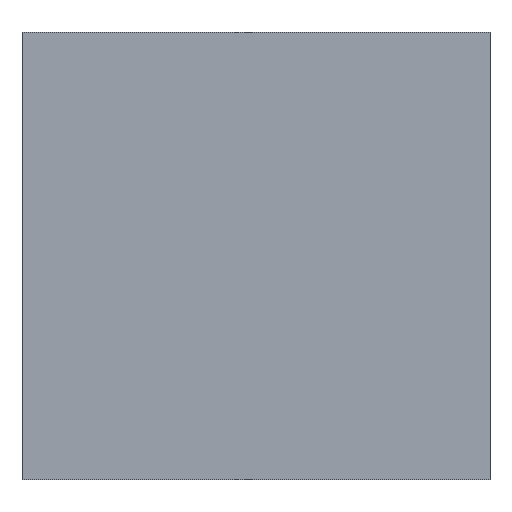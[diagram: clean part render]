
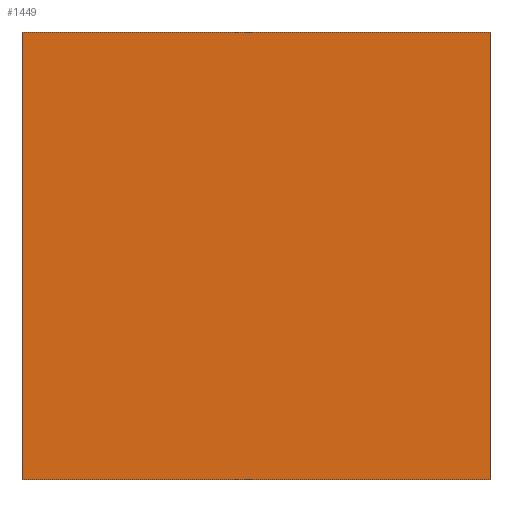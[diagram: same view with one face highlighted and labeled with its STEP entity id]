
A CAD part, top view. The second image highlights one B-rep face of the part: STEP entity #1449.
In plain terms, the highlighted planar face has unit normal (0, 0, 1).
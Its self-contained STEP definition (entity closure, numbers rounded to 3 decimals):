
#275=FACE_OUTER_BOUND($,#401,.T.);
#401=EDGE_LOOP($,(#1138,#1139,#1140,#1141));
#616=LINE($,#2369,#700);
#619=LINE($,#2375,#703);
#622=LINE($,#2381,#706);
#625=LINE($,#2385,#709);
#700=VECTOR($,#1861,2.79);
#703=VECTOR($,#1866,2.92);
#706=VECTOR($,#1871,2.79);
#709=VECTOR($,#1876,2.92);
#772=VERTEX_POINT($,#2366);
#773=VERTEX_POINT($,#2368);
#775=VERTEX_POINT($,#2374);
#777=VERTEX_POINT($,#2380);
#920=EDGE_CURVE($,#773,#772,#616,.T.);
#923=EDGE_CURVE($,#775,#773,#619,.T.);
#926=EDGE_CURVE($,#777,#775,#622,.T.);
#929=EDGE_CURVE($,#772,#777,#625,.T.);
#1138=ORIENTED_EDGE($,*,*,#929,.T.);
#1139=ORIENTED_EDGE($,*,*,#926,.T.);
#1140=ORIENTED_EDGE($,*,*,#923,.T.);
#1141=ORIENTED_EDGE($,*,*,#920,.T.);
#1395=PLANE($,#1602);
#1449=ADVANCED_FACE($,(#275),#1395,.T.);
#1602=AXIS2_PLACEMENT_3D($,#2387,#1879,#1880);
#1861=DIRECTION($,(0.,1.,0.));
#1866=DIRECTION($,(1.,0.,0.));
#1871=DIRECTION($,(0.,-1.,0.));
#1876=DIRECTION($,(-1.,0.,0.));
#1879=DIRECTION('center_axis',(0.,0.,1.));
#1880=DIRECTION('ref_axis',(1.,0.,0.));
#2366=CARTESIAN_POINT('',(1.458,1.4,1.91));
#2368=CARTESIAN_POINT('',(1.458,-1.39,1.91));
#2369=CARTESIAN_POINT($,(1.458,1.4,1.91));
#2374=CARTESIAN_POINT('',(-1.462,-1.39,1.91));
#2375=CARTESIAN_POINT($,(1.458,-1.39,1.91));
#2380=CARTESIAN_POINT('',(-1.462,1.4,1.91));
#2381=CARTESIAN_POINT($,(-1.462,-1.39,1.91));
#2385=CARTESIAN_POINT($,(-1.462,1.4,1.91));
#2387=CARTESIAN_POINT('Origin',(-0.002,0.005,
1.91));
